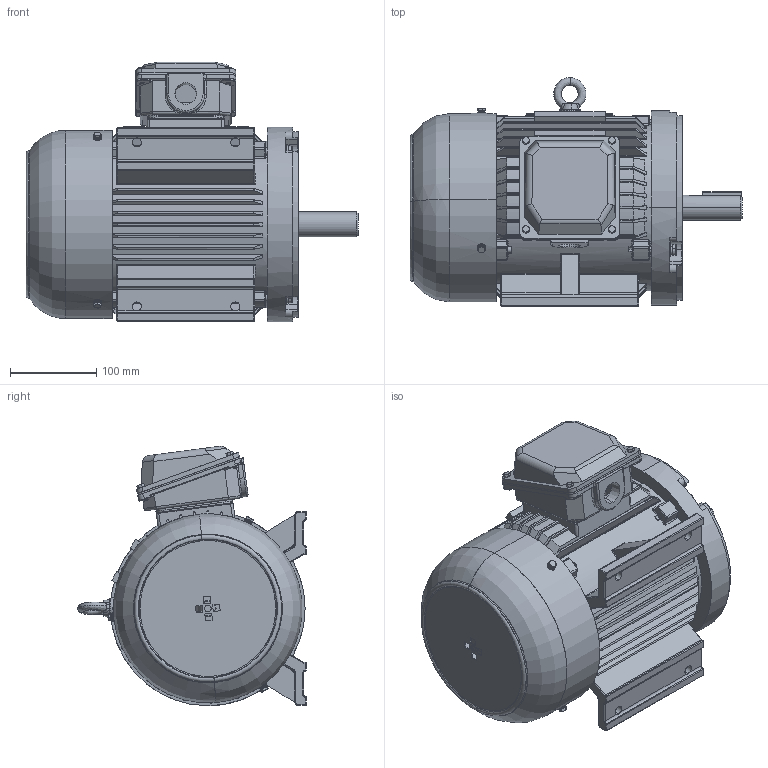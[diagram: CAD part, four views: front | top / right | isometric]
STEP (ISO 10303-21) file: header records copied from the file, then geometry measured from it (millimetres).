
FILE_DESCRIPTION (( 'STEP AP214' ), '1' );
FILE_NAME ('MTCP182TC.STEP', '2018-03-07T15:44:57', ( '' ), ( '' ), 'SwSTEP 2.0', 'SolidWorks 2017', '' );
FILE_SCHEMA (( 'AUTOMOTIVE_DESIGN' ));
Length unit declared in the file: millimetre
Products named in the file (21): PE180綴傷裔樓馱璃; eyebolts gb_GB_FASTENER_SCREWS_FRS M8-N; PE180諉盄碟釱菜; PE180源瑩; spring lock washers--normal type gb_GB_FASTENER_WASHER_SW 5; hex head bolts-full thread grade c gb_GB_FASTENER_BOLT_HHBFTC M5X10-N; PE182儂釱樓馱璃; PE180諉盄碟裔; PE180瑞欶; plain washers-chamfered--normal series-a gb_GB_FASTENER_WASHER_SWCA 5; MTCP182TC; PE180粣芛  堤粣傷; plain washers-chamfered--normal series-a gb_GB_FASTENER_WASHER_SWCA 8; 諉盄碟   蚾饜极 _1_; PE180諉盄碟裔菜; hexagon head bolts-full thread gb_GB_FASTENER_BOLT_STBAB A M5X16-N; hex lobular socket head cap screws-4.8 gb_GB_HEXAGON_TYPE21 M8X45-38-N; PE180接线盒座_默认_按加工_; PE180粣芛  瑞珔傷; spring lock washers--normal type gb_GB_FASTENER_WASHER_SW 8; PE180 C楊擘  J
Assembly tree (48 placements, depth 3):
  MTCP182TC
    諉盄碟   蚾饜极 _1_
      PE180接线盒座_默认_按加工_
      PE180諉盄碟釱菜
      PE180諉盄碟裔菜
      PE180諉盄碟裔
      hexagon head bolts-full thread gb_GB_FASTENER_BOLT_STBAB A M5X16-N  x8
    PE182儂釱樓馱璃
    PE180 C楊擘  J
    PE180粣芛  堤粣傷
    PE180綴傷裔樓馱璃
    PE180粣芛  瑞珔傷
    hex lobular socket head cap screws-4.8 gb_GB_HEXAGON_TYPE21 M8X45-38-N  x6
    spring lock washers--normal type gb_GB_FASTENER_WASHER_SW 8  x6
    plain washers-chamfered--normal series-a gb_GB_FASTENER_WASHER_SWCA 8  x6
    PE180瑞欶
    hex head bolts-full thread grade c gb_GB_FASTENER_BOLT_HHBFTC M5X10-N  x3
    spring lock washers--normal type gb_GB_FASTENER_WASHER_SW 5  x3
    plain washers-chamfered--normal series-a gb_GB_FASTENER_WASHER_SWCA 5  x3
    PE180源瑩
    eyebolts gb_GB_FASTENER_SCREWS_FRS M8-N
Bounding box: 385.59 x 265.4 x 301.41 mm (x, y, z)
Volume: 3024194.8 mm3; surface area: 997448 mm2
Topology: 47 solids, 47 shells, 2531 faces, 6261 edges, 3786 vertices
Faces by surface type: cylinder 939, plane 694, torus 303, cone 297, bspline 191, sphere 107
Entity records: 84196 total; most frequent: CARTESIAN_POINT 34269, ORIENTED_EDGE 10430, DIRECTION 10297, EDGE_CURVE 5215, AXIS2_PLACEMENT_3D 4185, VERTEX_POINT 3187, EDGE_LOOP 2282, CIRCLE 2197
